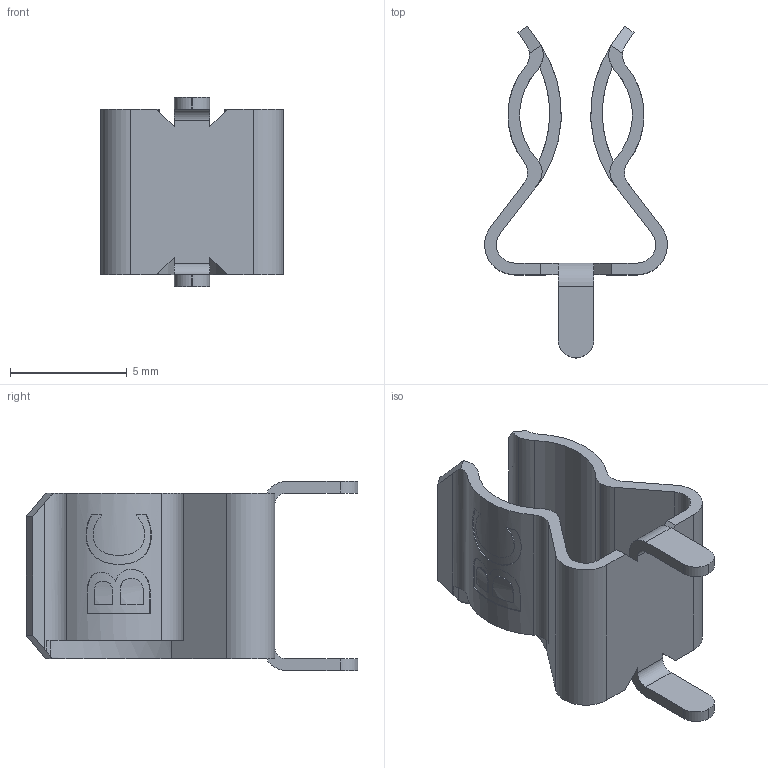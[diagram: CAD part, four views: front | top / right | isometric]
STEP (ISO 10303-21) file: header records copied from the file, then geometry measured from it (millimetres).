
FILE_DESCRIPTION(/* description */ (''),/* implementation_level */ '2;1');
FILE_NAME(/* name */ '01220088Z.stp',/* time_stamp */ '2018-07-11T16:06:24-05:00',/* author */ ('lmartinez4'),/* organization */ (''),/* preprocessor_version */ 'ST-DEVELOPER v16.5',/* originating_system */ 'Autodesk Inventor 2017',/* authorisation */ '');
FILE_SCHEMA (('AUTOMOTIVE_DESIGN { 1 0 10303 214 3 1 1 }'));
Length unit declared in the file: millimetre
Products named in the file (1): Part2
Bounding box: 7.84 x 14.23 x 8.11 mm (x, y, z)
Volume: 110 mm3; surface area: 491.1 mm2
Topology: 1 solids, 1 shells, 146 faces, 422 edges, 280 vertices
Faces by surface type: plane 76, cylinder 40, bspline 30
Entity records: 5628 total; most frequent: CARTESIAN_POINT 1839, ORIENTED_EDGE 844, DIRECTION 712, EDGE_CURVE 422, VERTEX_POINT 280, LINE 246, VECTOR 246, AXIS2_PLACEMENT_3D 233
